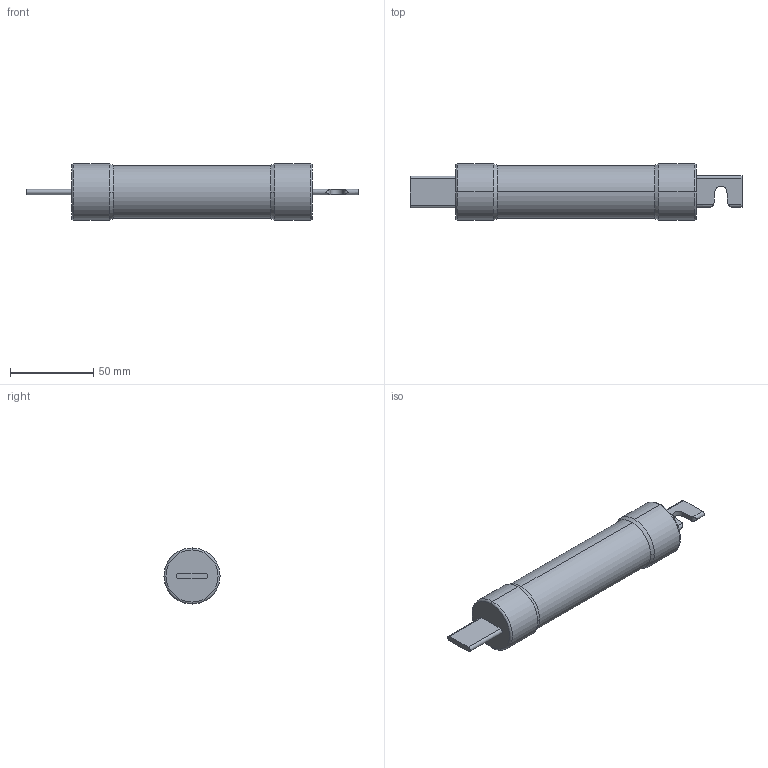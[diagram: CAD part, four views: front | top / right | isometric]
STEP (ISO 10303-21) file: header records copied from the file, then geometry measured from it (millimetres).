
FILE_DESCRIPTION (( 'STEP AP214' ), '1' );
FILE_NAME ('701293revf.STEP', '2013-12-10T18:44:28', ( '' ), ( '' ), 'SwSTEP 2.0', 'SolidWorks 2013', '' );
FILE_SCHEMA (( 'AUTOMOTIVE_DESIGN' ));
Length unit declared in the file: inch
Products named in the file (1): 701293revf
Bounding box: 199.77 x 33.78 x 33.78 mm (x, y, z)
Volume: 27722.6 mm3; surface area: 43000.7 mm2
Topology: 5 solids, 5 shells, 72 faces, 180 edges, 118 vertices
Faces by surface type: plane 32, cylinder 20, cone 12, torus 8
Entity records: 3246 total; most frequent: CARTESIAN_POINT 419, DIRECTION 400, ORIENTED_EDGE 360, EDGE_CURVE 180, AXIS2_PLACEMENT_3D 151, VERTEX_POINT 118, LINE 98, VECTOR 98
